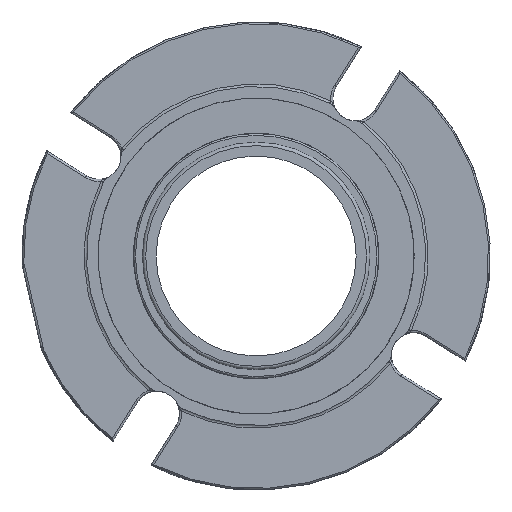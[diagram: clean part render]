
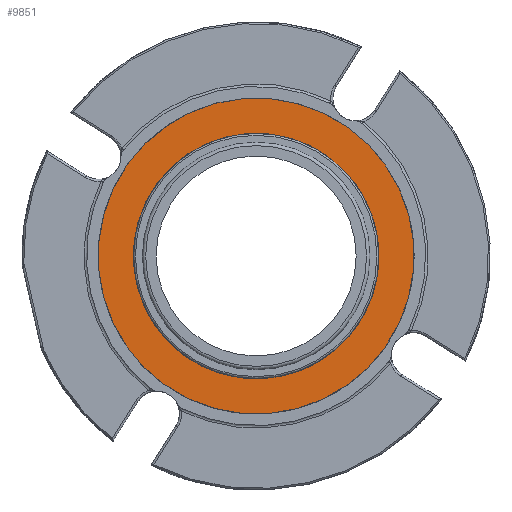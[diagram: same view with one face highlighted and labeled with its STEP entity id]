
A CAD part, left-side view. The second image highlights one B-rep face of the part: STEP entity #9851.
In plain terms, the highlighted planar face has unit normal (-1, 0, 0).
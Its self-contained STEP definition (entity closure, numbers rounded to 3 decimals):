
#1771=PLANE('',#10513);
#1995=ORIENTED_EDGE('',*,*,#5146,.T.);
#1996=ORIENTED_EDGE('',*,*,#5145,.T.);
#5145=EDGE_CURVE('',#6726,#6726,#7724,.F.);
#5146=EDGE_CURVE('',#6727,#6727,#7725,.T.);
#6726=VERTEX_POINT('',#14303);
#6727=VERTEX_POINT('',#14306);
#7724=CIRCLE('',#10512,56.515);
#7725=CIRCLE('',#10514,72.733);
#8303=EDGE_LOOP('',(#1995));
#8304=EDGE_LOOP('',(#1996));
#9002=FACE_BOUND('',#8303,.T.);
#9003=FACE_BOUND('',#8304,.T.);
#9851=ADVANCED_FACE('',(#9002,#9003),#1771,.T.);
#10512=AXIS2_PLACEMENT_3D('',#14302,#11642,#11643);
#10513=AXIS2_PLACEMENT_3D('',#14304,#11644,#11645);
#10514=AXIS2_PLACEMENT_3D('',#14305,#11646,#11647);
#11642=DIRECTION('',(-1.,0.,0.));
#11643=DIRECTION('',(0.,-1.,0.));
#11644=DIRECTION('',(-1.,0.,0.));
#11645=DIRECTION('',(0.,-0.577,0.816));
#11646=DIRECTION('',(-1.,0.,0.));
#11647=DIRECTION('',(0.,-0.577,0.816));
#14302=CARTESIAN_POINT('',(-10.232,0.,0.));
#14303=CARTESIAN_POINT('',(-10.232,-56.515,0.));
#14304=CARTESIAN_POINT('',(-10.232,-34.829,49.255));
#14305=CARTESIAN_POINT('',(-10.232,0.,0.));
#14306=CARTESIAN_POINT('',(-10.232,-41.992,59.386));
